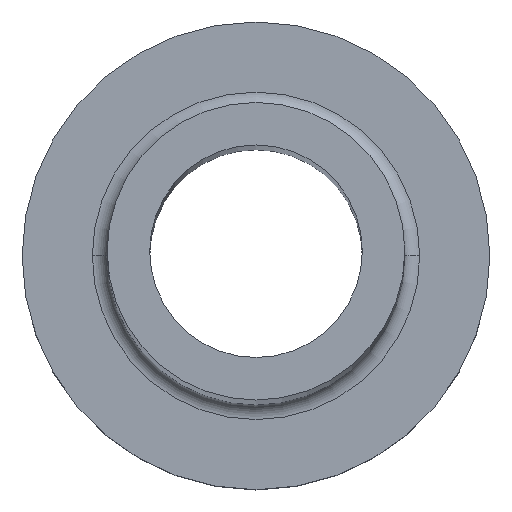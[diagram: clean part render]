
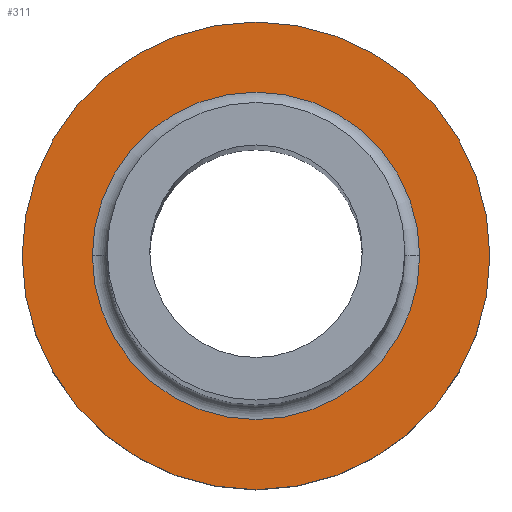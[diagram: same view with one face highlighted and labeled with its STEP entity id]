
A CAD part, top view. The second image highlights one B-rep face of the part: STEP entity #311.
In plain terms, the highlighted planar face has unit normal (0, 0, 1).
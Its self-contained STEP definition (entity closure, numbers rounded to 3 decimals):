
#15 = CIRCLE ( 'NONE', #22, 11. ) ;
#22 = AXIS2_PLACEMENT_3D ( 'NONE', #377, #227, #85 ) ;
#27 = AXIS2_PLACEMENT_3D ( 'NONE', #202, #224, #314 ) ;
#31 = ORIENTED_EDGE ( 'NONE', *, *, #281, .T. ) ;
#34 = FACE_OUTER_BOUND ( 'NONE', #290, .T. ) ;
#46 = AXIS2_PLACEMENT_3D ( 'NONE', #144, #114, #171 ) ;
#64 = EDGE_CURVE ( 'NONE', #292, #122, #254, .T. ) ;
#65 = PLANE ( 'NONE',  #207 ) ;
#83 = CARTESIAN_POINT ( 'NONE',  ( 7.7, 0., 7. ) ) ;
#85 = DIRECTION ( 'NONE',  ( 1., 0., 0. ) ) ;
#88 = CARTESIAN_POINT ( 'NONE',  ( 0., 0., 7. ) ) ;
#93 = AXIS2_PLACEMENT_3D ( 'NONE', #216, #339, #331 ) ;
#114 = DIRECTION ( 'NONE',  ( 0., 0., -1. ) ) ;
#119 = DIRECTION ( 'NONE',  ( 0., 0., 1. ) ) ;
#122 = VERTEX_POINT ( 'NONE', #308 ) ;
#140 = FACE_BOUND ( 'NONE', #145, .T. ) ;
#144 = CARTESIAN_POINT ( 'NONE',  ( 0., 0., 7. ) ) ;
#145 = EDGE_LOOP ( 'NONE', ( #265, #352 ) ) ;
#169 = CIRCLE ( 'NONE', #27, 7.7 ) ;
#171 = DIRECTION ( 'NONE',  ( 1., 0., 0. ) ) ;
#180 = VERTEX_POINT ( 'NONE', #83 ) ;
#202 = CARTESIAN_POINT ( 'NONE',  ( 0., 0., 7. ) ) ;
#207 = AXIS2_PLACEMENT_3D ( 'NONE', #88, #119, #238 ) ;
#209 = ORIENTED_EDGE ( 'NONE', *, *, #64, .T. ) ;
#216 = CARTESIAN_POINT ( 'NONE',  ( 0., 0., 7. ) ) ;
#224 = DIRECTION ( 'NONE',  ( 0., 0., -1. ) ) ;
#227 = DIRECTION ( 'NONE',  ( 0., 0., 1. ) ) ;
#238 = DIRECTION ( 'NONE',  ( 1., 0., 0. ) ) ;
#254 = CIRCLE ( 'NONE', #93, 11. ) ;
#265 = ORIENTED_EDGE ( 'NONE', *, *, #291, .T. ) ;
#266 = CARTESIAN_POINT ( 'NONE',  ( -7.7, 0., 7. ) ) ;
#281 = EDGE_CURVE ( 'NONE', #122, #292, #15, .T. ) ;
#290 = EDGE_LOOP ( 'NONE', ( #209, #31 ) ) ;
#291 = EDGE_CURVE ( 'NONE', #180, #326, #169, .T. ) ;
#292 = VERTEX_POINT ( 'NONE', #340 ) ;
#308 = CARTESIAN_POINT ( 'NONE',  ( 11., 0., 7. ) ) ;
#311 = ADVANCED_FACE ( 'NONE', ( #140, #34 ), #65, .T. ) ;
#314 = DIRECTION ( 'NONE',  ( 1., 0., 0. ) ) ;
#326 = VERTEX_POINT ( 'NONE', #266 ) ;
#331 = DIRECTION ( 'NONE',  ( 1., 0., 0. ) ) ;
#338 = CIRCLE ( 'NONE', #46, 7.7 ) ;
#339 = DIRECTION ( 'NONE',  ( 0., 0., 1. ) ) ;
#340 = CARTESIAN_POINT ( 'NONE',  ( -11., 0., 7. ) ) ;
#352 = ORIENTED_EDGE ( 'NONE', *, *, #371, .T. ) ;
#371 = EDGE_CURVE ( 'NONE', #326, #180, #338, .T. ) ;
#377 = CARTESIAN_POINT ( 'NONE',  ( 0., 0., 7. ) ) ;
